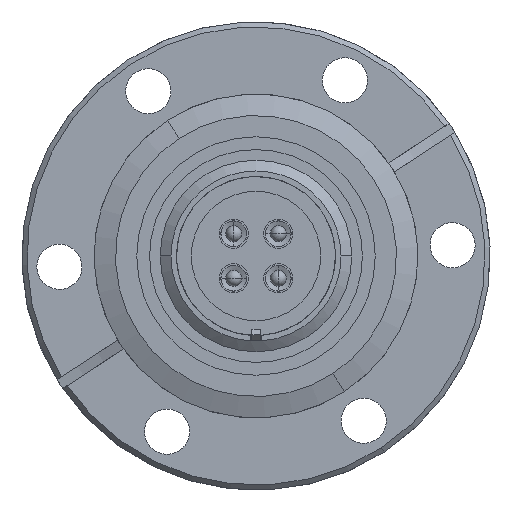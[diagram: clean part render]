
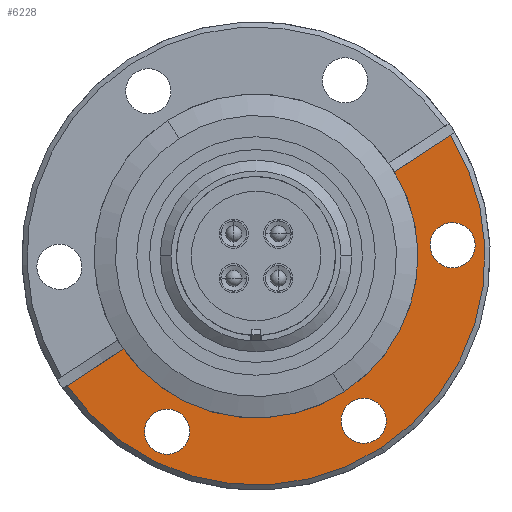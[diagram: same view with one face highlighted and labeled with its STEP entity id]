
A CAD part, front view. The second image highlights one B-rep face of the part: STEP entity #6228.
In plain terms, the highlighted planar face has unit normal (0, -1, 0).
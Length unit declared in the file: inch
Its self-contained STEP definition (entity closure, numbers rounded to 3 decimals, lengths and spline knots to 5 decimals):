
#15 = DIRECTION ( 'NONE',  ( -0.998, 0., -0.055 ) ) ;
#17 = AXIS2_PLACEMENT_3D ( 'NONE', #9626, #7200, #4914 ) ;
#130 = FACE_BOUND ( 'NONE', #5808, .T. ) ;
#295 = CIRCLE ( 'NONE', #9529, 0.1325 ) ;
#330 = EDGE_CURVE ( 'NONE', #7896, #4758, #1781, .T. ) ;
#355 = CIRCLE ( 'NONE', #6257, 0.1325 ) ;
#357 = DIRECTION ( 'NONE',  ( -0.547, 0., 0.837 ) ) ;
#804 = EDGE_LOOP ( 'NONE', ( #4925, #5683 ) ) ;
#997 = AXIS2_PLACEMENT_3D ( 'NONE', #1543, #3870, #15 ) ;
#1142 = CARTESIAN_POINT ( 'NONE',  ( 0., -0.051, 0. ) ) ;
#1151 = VERTEX_POINT ( 'NONE', #6049 ) ;
#1167 = DIRECTION ( 'NONE',  ( -0.547, 0., 0.837 ) ) ;
#1257 = EDGE_CURVE ( 'NONE', #3734, #3273, #6576, .T. ) ;
#1268 = CIRCLE ( 'NONE', #3957, 0.951 ) ;
#1474 = CARTESIAN_POINT ( 'NONE',  ( 0.81268, -0.051, 0.49392 ) ) ;
#1533 = DIRECTION ( 'NONE',  ( -0.547, 0., 0.837 ) ) ;
#1543 = CARTESIAN_POINT ( 'NONE',  ( 1.15424, -0.051, 0.06368 ) ) ;
#1545 = CARTESIAN_POINT ( 'NONE',  ( -0.52198, -0.051, -1.03144 ) ) ;
#1645 = EDGE_CURVE ( 'NONE', #1151, #4812, #355, .T. ) ;
#1685 = VERTEX_POINT ( 'NONE', #9921 ) ;
#1705 = CARTESIAN_POINT ( 'NONE',  ( 0.70474, -0.051, -1.07869 ) ) ;
#1781 = CIRCLE ( 'NONE', #4975, 1.345 ) ;
#1820 = EDGE_CURVE ( 'NONE', #8610, #4695, #8466, .T. ) ;
#2029 = DIRECTION ( 'NONE',  ( 0., -1., 0. ) ) ;
#2042 = AXIS2_PLACEMENT_3D ( 'NONE', #7905, #3897, #1533 ) ;
#2701 = DIRECTION ( 'NONE',  ( 0.452, 0., 0.892 ) ) ;
#2755 = VERTEX_POINT ( 'NONE', #1474 ) ;
#2799 = CARTESIAN_POINT ( 'NONE',  ( 0., -0.051, 0. ) ) ;
#2805 = EDGE_CURVE ( 'NONE', #4812, #1151, #5351, .T. ) ;
#3157 = CARTESIAN_POINT ( 'NONE',  ( 0.73564, -0.051, -1.12599 ) ) ;
#3194 = AXIS2_PLACEMENT_3D ( 'NONE', #6741, #2029, #7542 ) ;
#3271 = VERTEX_POINT ( 'NONE', #4630 ) ;
#3273 = VERTEX_POINT ( 'NONE', #3693 ) ;
#3639 = ORIENTED_EDGE ( 'NONE', *, *, #1645, .F. ) ;
#3693 = CARTESIAN_POINT ( 'NONE',  ( -0.44951, -0.051, -1.14237 ) ) ;
#3734 = VERTEX_POINT ( 'NONE', #5926 ) ;
#3783 = DIRECTION ( 'NONE',  ( 0.837, 0., 0.547 ) ) ;
#3870 = DIRECTION ( 'NONE',  ( 0., -1., 0. ) ) ;
#3897 = DIRECTION ( 'NONE',  ( 0., -1., 0. ) ) ;
#3957 = AXIS2_PLACEMENT_3D ( 'NONE', #8349, #5880, #1167 ) ;
#4141 = ORIENTED_EDGE ( 'NONE', *, *, #7330, .F. ) ;
#4410 = CARTESIAN_POINT ( 'NONE',  ( 1.14265, -0.051, 0.70949 ) ) ;
#4630 = CARTESIAN_POINT ( 'NONE',  ( 0.52014, -0.051, -0.79615 ) ) ;
#4695 = VERTEX_POINT ( 'NONE', #8605 ) ;
#4711 = EDGE_CURVE ( 'NONE', #4695, #8610, #295, .T. ) ;
#4758 = VERTEX_POINT ( 'NONE', #3157 ) ;
#4812 = VERTEX_POINT ( 'NONE', #8667 ) ;
#4849 = DIRECTION ( 'NONE',  ( -0.547, 0., 0.837 ) ) ;
#4858 = ORIENTED_EDGE ( 'NONE', *, *, #7052, .F. ) ;
#4914 = DIRECTION ( 'NONE',  ( -0.547, 0., 0.837 ) ) ;
#4925 = ORIENTED_EDGE ( 'NONE', *, *, #4711, .F. ) ;
#4939 = EDGE_CURVE ( 'NONE', #3271, #2755, #1268, .T. ) ;
#4975 = AXIS2_PLACEMENT_3D ( 'NONE', #2799, #9809, #357 ) ;
#5125 = DIRECTION ( 'NONE',  ( -0.547, 0., 0.837 ) ) ;
#5178 = DIRECTION ( 'NONE',  ( -0.837, 0., -0.547 ) ) ;
#5336 = EDGE_CURVE ( 'NONE', #2755, #8070, #7310, .T. ) ;
#5351 = CIRCLE ( 'NONE', #997, 0.1325 ) ;
#5356 = ORIENTED_EDGE ( 'NONE', *, *, #1257, .F. ) ;
#5404 = CIRCLE ( 'NONE', #5551, 0.1325 ) ;
#5531 = ORIENTED_EDGE ( 'NONE', *, *, #6420, .T. ) ;
#5551 = AXIS2_PLACEMENT_3D ( 'NONE', #1545, #7051, #6295 ) ;
#5683 = ORIENTED_EDGE ( 'NONE', *, *, #1820, .F. ) ;
#5759 = DIRECTION ( 'NONE',  ( 0., -1., 0. ) ) ;
#5808 = EDGE_LOOP ( 'NONE', ( #5356, #4858 ) ) ;
#5880 = DIRECTION ( 'NONE',  ( 0., -1., 0. ) ) ;
#5926 = CARTESIAN_POINT ( 'NONE',  ( -0.59445, -0.051, -0.92052 ) ) ;
#6049 = CARTESIAN_POINT ( 'NONE',  ( 1.08177, -0.051, 0.1746 ) ) ;
#6172 = FACE_BOUND ( 'NONE', #804, .T. ) ;
#6227 = CARTESIAN_POINT ( 'NONE',  ( 1.14295, -0.051, 0.70969 ) ) ;
#6228 = ADVANCED_FACE ( 'NONE', ( #8257, #130, #6172, #10139 ), #8880, .T. ) ;
#6257 = AXIS2_PLACEMENT_3D ( 'NONE', #8115, #5759, #6553 ) ;
#6295 = DIRECTION ( 'NONE',  ( 0.452, 0., 0.892 ) ) ;
#6365 = CARTESIAN_POINT ( 'NONE',  ( 0.63227, -0.051, -0.96777 ) ) ;
#6420 = EDGE_CURVE ( 'NONE', #1685, #7896, #7532, .T. ) ;
#6552 = CARTESIAN_POINT ( 'NONE',  ( -0.52198, -0.051, -1.03144 ) ) ;
#6553 = DIRECTION ( 'NONE',  ( -0.998, 0., -0.055 ) ) ;
#6576 = CIRCLE ( 'NONE', #7386, 0.1325 ) ;
#6741 = CARTESIAN_POINT ( 'NONE',  ( 0., -0.051, 0. ) ) ;
#7051 = DIRECTION ( 'NONE',  ( 0., -1., 0. ) ) ;
#7052 = EDGE_CURVE ( 'NONE', #3273, #3734, #5404, .T. ) ;
#7200 = DIRECTION ( 'NONE',  ( 0., -1., 0. ) ) ;
#7234 = DIRECTION ( 'NONE',  ( 0., -1., 0. ) ) ;
#7265 = EDGE_LOOP ( 'NONE', ( #4141, #5531, #8525, #8452, #10155, #10150 ) ) ;
#7310 = LINE ( 'NONE', #6227, #9531 ) ;
#7330 = EDGE_CURVE ( 'NONE', #1685, #3271, #10131, .T. ) ;
#7386 = AXIS2_PLACEMENT_3D ( 'NONE', #6552, #9683, #2701 ) ;
#7532 = LINE ( 'NONE', #9726, #9747 ) ;
#7542 = DIRECTION ( 'NONE',  ( -0.547, 0., 0.837 ) ) ;
#7896 = VERTEX_POINT ( 'NONE', #9995 ) ;
#7905 = CARTESIAN_POINT ( 'NONE',  ( 0.63227, -0.051, -0.96777 ) ) ;
#8070 = VERTEX_POINT ( 'NONE', #4410 ) ;
#8115 = CARTESIAN_POINT ( 'NONE',  ( 1.15424, -0.051, 0.06368 ) ) ;
#8257 = FACE_BOUND ( 'NONE', #9870, .T. ) ;
#8307 = EDGE_CURVE ( 'NONE', #4758, #8070, #9468, .T. ) ;
#8349 = CARTESIAN_POINT ( 'NONE',  ( 0., -0.051, 0. ) ) ;
#8450 = ORIENTED_EDGE ( 'NONE', *, *, #2805, .F. ) ;
#8452 = ORIENTED_EDGE ( 'NONE', *, *, #8307, .T. ) ;
#8466 = CIRCLE ( 'NONE', #2042, 0.1325 ) ;
#8525 = ORIENTED_EDGE ( 'NONE', *, *, #330, .T. ) ;
#8605 = CARTESIAN_POINT ( 'NONE',  ( 0.5598, -0.051, -0.85684 ) ) ;
#8610 = VERTEX_POINT ( 'NONE', #1705 ) ;
#8667 = CARTESIAN_POINT ( 'NONE',  ( 1.22672, -0.051, -0.04725 ) ) ;
#8880 = PLANE ( 'NONE',  #17 ) ;
#9468 = CIRCLE ( 'NONE', #3194, 1.345 ) ;
#9529 = AXIS2_PLACEMENT_3D ( 'NONE', #6365, #7234, #4849 ) ;
#9531 = VECTOR ( 'NONE', #3783, 39.37008 ) ;
#9626 = CARTESIAN_POINT ( 'NONE',  ( 1.12599, -0.051, 0.73564 ) ) ;
#9683 = DIRECTION ( 'NONE',  ( 0., -1., 0. ) ) ;
#9726 = CARTESIAN_POINT ( 'NONE',  ( 1.14295, -0.051, 0.70969 ) ) ;
#9747 = VECTOR ( 'NONE', #5178, 39.37008 ) ;
#9809 = DIRECTION ( 'NONE',  ( 0., -1., 0. ) ) ;
#9837 = DIRECTION ( 'NONE',  ( 0., -1., 0. ) ) ;
#9870 = EDGE_LOOP ( 'NONE', ( #3639, #8450 ) ) ;
#9921 = CARTESIAN_POINT ( 'NONE',  ( -0.77877, -0.051, -0.54582 ) ) ;
#9995 = CARTESIAN_POINT ( 'NONE',  ( -1.10874, -0.051, -0.7614 ) ) ;
#10131 = CIRCLE ( 'NONE', #10162, 0.951 ) ;
#10139 = FACE_OUTER_BOUND ( 'NONE', #7265, .T. ) ;
#10150 = ORIENTED_EDGE ( 'NONE', *, *, #4939, .F. ) ;
#10155 = ORIENTED_EDGE ( 'NONE', *, *, #5336, .F. ) ;
#10162 = AXIS2_PLACEMENT_3D ( 'NONE', #1142, #9837, #5125 ) ;
